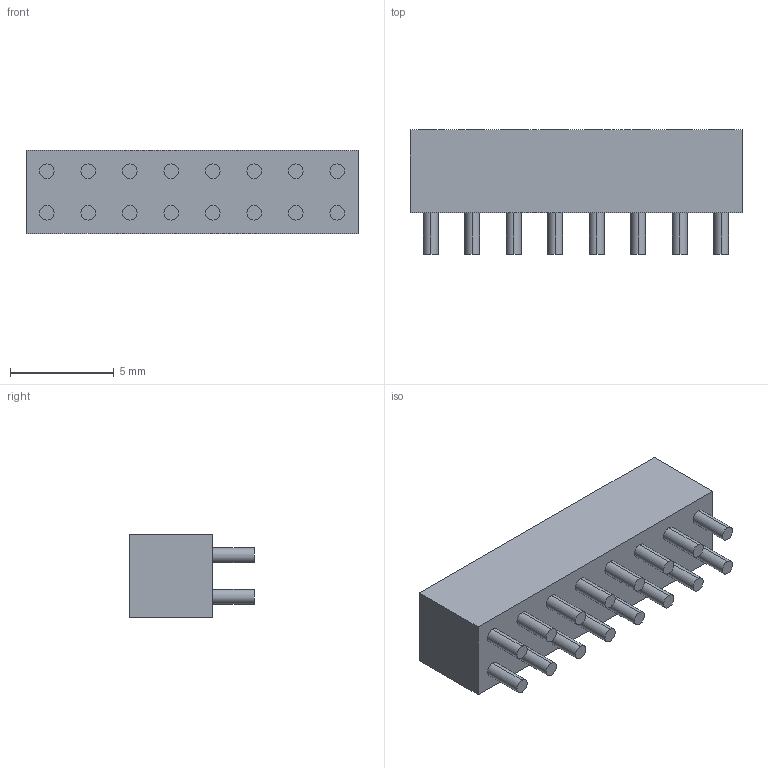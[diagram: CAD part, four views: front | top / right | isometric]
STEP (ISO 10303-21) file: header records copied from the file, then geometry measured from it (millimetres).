
FILE_DESCRIPTION (( 'STEP AP214' ), '1' );
FILE_NAME ('ID16-2.0-M.STEP', '2016-09-06T07:27:02', ( '' ), ( '' ), 'SwSTEP 2.0', 'SolidWorks 2016', '' );
FILE_SCHEMA (( 'AUTOMOTIVE_DESIGN' ));
Length unit declared in the file: millimetre
Products named in the file (1): ID16-2.0-M
Bounding box: 16 x 6 x 4 mm (x, y, z)
Volume: 221.8 mm3; surface area: 531.5 mm2
Topology: 1 solids, 1 shells, 326 faces, 748 edges, 456 vertices
Faces by surface type: cylinder 160, plane 102, torus 64
Entity records: 9312 total; most frequent: DIRECTION 1786, CARTESIAN_POINT 1531, ORIENTED_EDGE 1496, EDGE_CURVE 748, AXIS2_PLACEMENT_3D 711, VERTEX_POINT 456, CIRCLE 384, LINE 364
